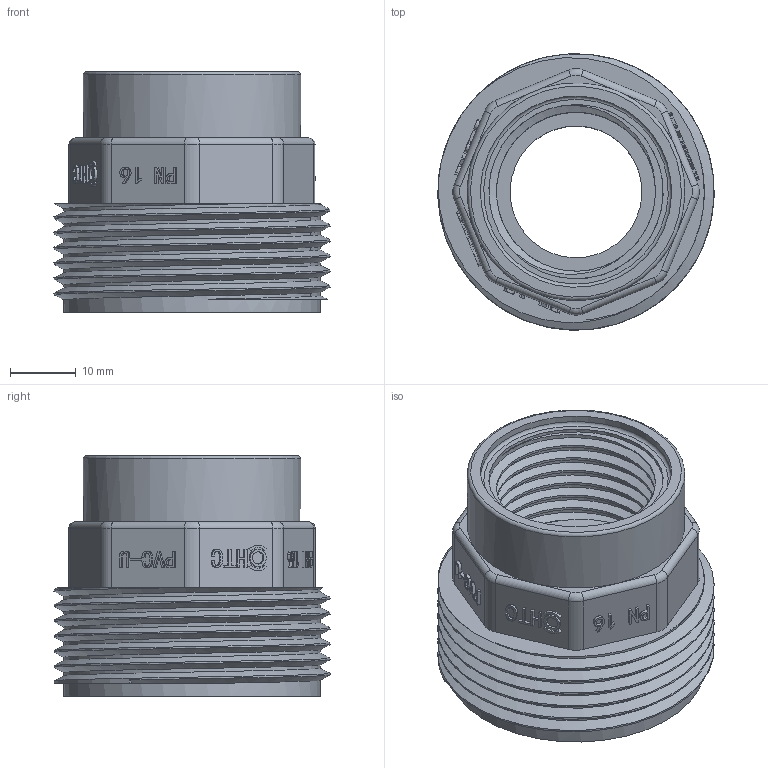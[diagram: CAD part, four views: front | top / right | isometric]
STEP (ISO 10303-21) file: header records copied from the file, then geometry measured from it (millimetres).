
FILE_DESCRIPTION(/* description */ (''),/* implementation_level */ '2;1');
FILE_NAME(/* name */ 'AF0600.SIG.025.step',/* time_stamp */ '2026-01-07T09:04:22+01:00',/* author */ (''),/* organization */ (''),/* preprocessor_version */ 'ST-DEVELOPER v20.1',/* originating_system */ 'Autodesk Translation Framework v14.21.0.0',/* authorisation */ '');
FILE_SCHEMA (('AUTOMOTIVE_DESIGN { 1 0 10303 214 3 1 1 }'));
Length unit declared in the file: millimetre
Products named in the file (1): 2026-01-07-08-00-50-844
Bounding box: 41.91 x 41.91 x 36.5 mm (x, y, z)
Volume: 23459.8 mm3; surface area: 11469.8 mm2
Topology: 1 solids, 1 shells, 364 faces, 944 edges, 621 vertices
Faces by surface type: plane 211, bspline 86, cylinder 57, torus 10
Full cylindrical faces by diameter (mm): 1.875 x1, 2.625 x1, 20 x1, 24 x1, 24.117 x6, 26.441 x6, 29 x1, 32 x1, 33 x1, 38.952 x7, 41.91 x5
Entity records: 18609 total; most frequent: CARTESIAN_POINT 10138, ORIENTED_EDGE 1888, DIRECTION 1453, EDGE_CURVE 944, LINE 625, VECTOR 625, VERTEX_POINT 621, AXIS2_PLACEMENT_3D 414
